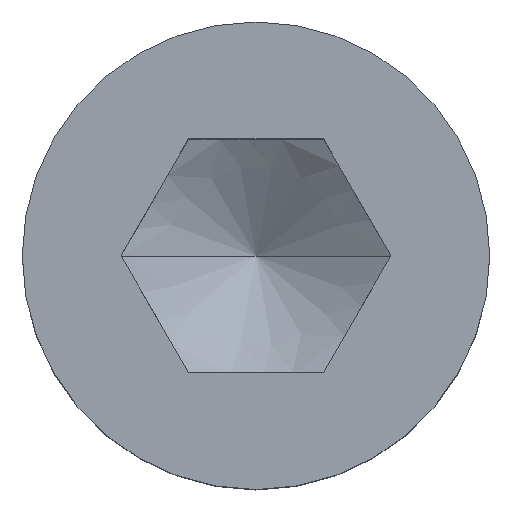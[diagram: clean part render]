
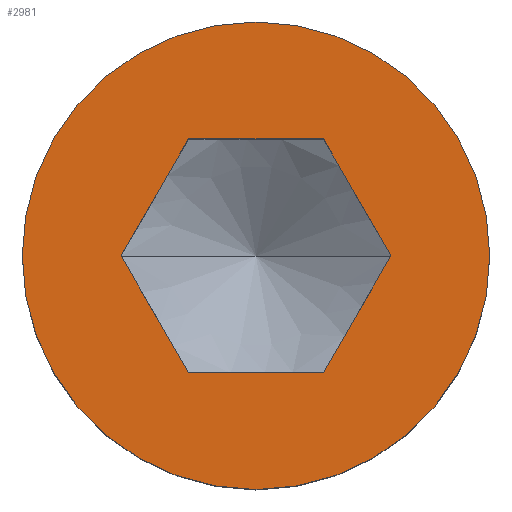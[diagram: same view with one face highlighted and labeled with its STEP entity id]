
A CAD part, top view. The second image highlights one B-rep face of the part: STEP entity #2981.
In plain terms, the highlighted planar face has unit normal (0, 0, 1).
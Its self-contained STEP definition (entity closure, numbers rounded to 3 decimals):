
#1605=EDGE_CURVE('',#2345,#3381,#3973,.T.);
#1705=VERTEX_POINT('',#4080);
#1753=EDGE_CURVE('',#1759,#2241,#4134,.T.);
#1759=VERTEX_POINT('',#4141);
#1813=EDGE_CURVE('',#1705,#1979,#4204,.T.);
#1889=EDGE_CURVE('',#2021,#1705,#4291,.T.);
#1917=EDGE_CURVE('',#2241,#3323,#4320,.T.);
#1979=VERTEX_POINT('',#4393);
#2021=VERTEX_POINT('',#4442);
#2127=EDGE_CURVE('',#3381,#2345,#4558,.T.);
#2241=VERTEX_POINT('',#4688);
#2345=VERTEX_POINT('',#4803);
#2413=EDGE_CURVE('',#3323,#2021,#4883,.T.);
#2865=EDGE_CURVE('',#1979,#1759,#5386,.T.);
#2981=ADVANCED_FACE('',(#5514,#5515),#5516,.T.);
#3323=VERTEX_POINT('',#5900);
#3381=VERTEX_POINT('',#5963);
#3973=CIRCLE('',#6780,14.0);
#4080=CARTESIAN_POINT('',(-4.041,7.0,16.0));
#4134=LINE('',#7017,#7018);
#4141=CARTESIAN_POINT('',(8.083,0.0,16.0));
#4204=LINE('',#7115,#7116);
#4291=LINE('',#7250,#7251);
#4320=LINE('',#7304,#7305);
#4393=CARTESIAN_POINT('',(4.041,7.0,16.0));
#4442=CARTESIAN_POINT('',(-8.083,0.0,16.0));
#4558=CIRCLE('',#7634,14.0);
#4688=CARTESIAN_POINT('',(4.041,-7.0,16.0));
#4803=CARTESIAN_POINT('',(-14.0,0.0,16.0));
#4883=LINE('',#8076,#8077);
#5386=LINE('',#8782,#8783);
#5514=FACE_OUTER_BOUND('',#8957,.T.);
#5515=FACE_BOUND('',#8958,.T.);
#5516=PLANE('',#8959);
#5900=CARTESIAN_POINT('',(-4.041,-7.0,16.0));
#5963=CARTESIAN_POINT('',(14.0,0.,16.0));
#6780=AXIS2_PLACEMENT_3D('',#10288,#10289,#10290);
#7017=CARTESIAN_POINT('',(5.052,-5.25,16.0));
#7018=VECTOR('',#10447,1.0);
#7115=CARTESIAN_POINT('',(2.021,7.0,16.0));
#7116=VECTOR('',#10541,1.0);
#7250=CARTESIAN_POINT('',(-5.052,5.25,16.0));
#7251=VECTOR('',#10654,1.0);
#7304=CARTESIAN_POINT('',(-2.021,-7.0,16.0));
#7305=VECTOR('',#10672,1.0);
#7634=AXIS2_PLACEMENT_3D('',#10997,#10998,#10999);
#8076=CARTESIAN_POINT('',(-7.073,-1.75,16.0));
#8077=VECTOR('',#11391,1.0);
#8782=CARTESIAN_POINT('',(7.073,1.75,16.0));
#8783=VECTOR('',#11935,1.0);
#8957=EDGE_LOOP('',(#12067,#12068));
#8958=EDGE_LOOP('',(#12069,#12070,#12071,#12072,#12073,#12074));
#8959=AXIS2_PLACEMENT_3D('',#12075,#12076,#12077);
#10288=CARTESIAN_POINT('',(0.0,0.0,16.0));
#10289=DIRECTION('',(0.0,0.0,1.0));
#10290=DIRECTION('',(1.0,0.0,0.0));
#10447=DIRECTION('',(-0.5,-0.866,0.0));
#10541=DIRECTION('',(1.0,0.0,0.0));
#10654=DIRECTION('',(0.5,0.866,0.0));
#10672=DIRECTION('',(-1.0,0.0,0.0));
#10997=CARTESIAN_POINT('',(0.0,0.0,16.0));
#10998=DIRECTION('',(0.0,0.0,1.0));
#10999=DIRECTION('',(1.0,0.0,0.0));
#11391=DIRECTION('',(-0.5,0.866,0.0));
#11935=DIRECTION('',(0.5,-0.866,0.0));
#12067=ORIENTED_EDGE('',*,*,#1605,.T.);
#12068=ORIENTED_EDGE('',*,*,#2127,.T.);
#12069=ORIENTED_EDGE('',*,*,#2413,.T.);
#12070=ORIENTED_EDGE('',*,*,#1889,.T.);
#12071=ORIENTED_EDGE('',*,*,#1813,.T.);
#12072=ORIENTED_EDGE('',*,*,#2865,.T.);
#12073=ORIENTED_EDGE('',*,*,#1753,.T.);
#12074=ORIENTED_EDGE('',*,*,#1917,.T.);
#12075=CARTESIAN_POINT('',(-10.043,0.,16.0));
#12076=DIRECTION('',(0.0,0.0,1.0));
#12077=DIRECTION('',(-1.0,0.,0.0));
